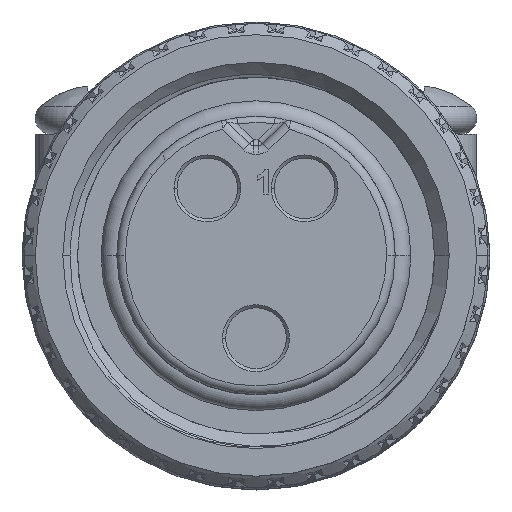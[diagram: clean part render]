
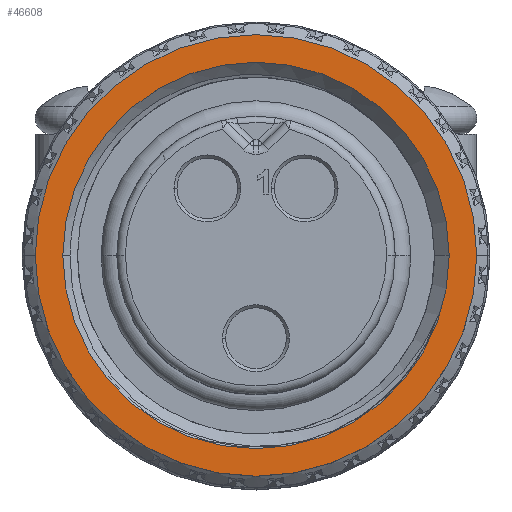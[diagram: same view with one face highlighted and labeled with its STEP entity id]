
A CAD part, top view. The second image highlights one B-rep face of the part: STEP entity #46608.
In plain terms, the highlighted planar face has unit normal (0, 0, 1).
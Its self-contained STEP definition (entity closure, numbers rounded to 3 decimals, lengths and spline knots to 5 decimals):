
#288 = EDGE_CURVE ( 'NONE', #49507, #60564, #62541, .T. ) ;
#1031 = CIRCLE ( 'NONE', #106926, 0.36 ) ;
#6111 = DIRECTION ( 'NONE',  ( 1., 0., 0. ) ) ;
#10685 = AXIS2_PLACEMENT_3D ( 'NONE', #48340, #110146, #57167 ) ;
#12395 = CARTESIAN_POINT ( 'NONE',  ( 0., 0., -0.095 ) ) ;
#14622 = CARTESIAN_POINT ( 'NONE',  ( 0., -0.315, -0.095 ) ) ;
#19907 = VERTEX_POINT ( 'NONE', #22983 ) ;
#21221 = DIRECTION ( 'NONE',  ( 1., 0., 0. ) ) ;
#22983 = CARTESIAN_POINT ( 'NONE',  ( 0.36, 0., -0.095 ) ) ;
#26267 = ORIENTED_EDGE ( 'NONE', *, *, #44077, .F. ) ;
#27310 = ORIENTED_EDGE ( 'NONE', *, *, #67407, .F. ) ;
#32302 = PLANE ( 'NONE',  #59263 ) ;
#41139 = DIRECTION ( 'NONE',  ( 1., 0., 0. ) ) ;
#44077 = EDGE_CURVE ( 'NONE', #47818, #19907, #108219, .T. ) ;
#44386 = ORIENTED_EDGE ( 'NONE', *, *, #288, .T. ) ;
#46608 = ADVANCED_FACE ( 'NONE', ( #88650, #109345 ), #32302, .T. ) ;
#47818 = VERTEX_POINT ( 'NONE', #96460 ) ;
#48340 = CARTESIAN_POINT ( 'NONE',  ( 0., 0., -0.095 ) ) ;
#49507 = VERTEX_POINT ( 'NONE', #63132 ) ;
#50861 = DIRECTION ( 'NONE',  ( 0., 0., -1. ) ) ;
#53034 = CIRCLE ( 'NONE', #10685, 0.315 ) ;
#57167 = DIRECTION ( 'NONE',  ( 1., 0., 0. ) ) ;
#58788 = DIRECTION ( 'NONE',  ( 0., 0., -1. ) ) ;
#59263 = AXIS2_PLACEMENT_3D ( 'NONE', #14622, #94087, #41139 ) ;
#60564 = VERTEX_POINT ( 'NONE', #103991 ) ;
#62541 = CIRCLE ( 'NONE', #75494, 0.315 ) ;
#63132 = CARTESIAN_POINT ( 'NONE',  ( -0.315, 0., -0.095 ) ) ;
#66371 = AXIS2_PLACEMENT_3D ( 'NONE', #111745, #58788, #6111 ) ;
#67407 = EDGE_CURVE ( 'NONE', #19907, #47818, #1031, .T. ) ;
#72262 = EDGE_CURVE ( 'NONE', #60564, #49507, #53034, .T. ) ;
#74014 = DIRECTION ( 'NONE',  ( 0., 0., -1. ) ) ;
#75494 = AXIS2_PLACEMENT_3D ( 'NONE', #12395, #74014, #21221 ) ;
#78202 = EDGE_LOOP ( 'NONE', ( #88947, #44386 ) ) ;
#81694 = EDGE_LOOP ( 'NONE', ( #27310, #26267 ) ) ;
#88650 = FACE_OUTER_BOUND ( 'NONE', #81694, .T. ) ;
#88947 = ORIENTED_EDGE ( 'NONE', *, *, #72262, .T. ) ;
#94087 = DIRECTION ( 'NONE',  ( 0., 0., 1. ) ) ;
#96460 = CARTESIAN_POINT ( 'NONE',  ( -0.36, 0., -0.095 ) ) ;
#103788 = CARTESIAN_POINT ( 'NONE',  ( 0., 0., -0.095 ) ) ;
#103991 = CARTESIAN_POINT ( 'NONE',  ( 0.315, 0., -0.095 ) ) ;
#106926 = AXIS2_PLACEMENT_3D ( 'NONE', #103788, #50861, #112647 ) ;
#108219 = CIRCLE ( 'NONE', #66371, 0.36 ) ;
#109345 = FACE_BOUND ( 'NONE', #78202, .T. ) ;
#110146 = DIRECTION ( 'NONE',  ( 0., 0., -1. ) ) ;
#111745 = CARTESIAN_POINT ( 'NONE',  ( 0., 0., -0.095 ) ) ;
#112647 = DIRECTION ( 'NONE',  ( 1., 0., 0. ) ) ;
